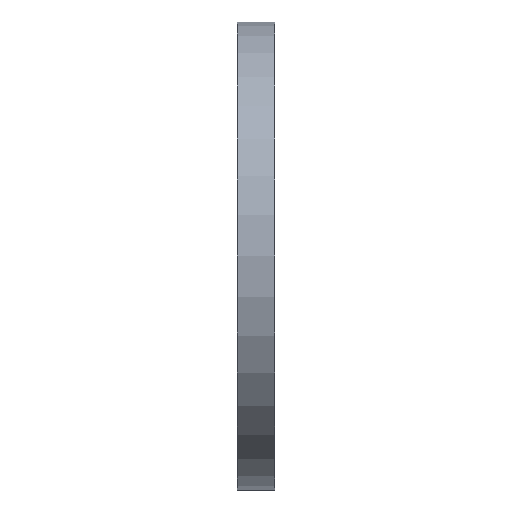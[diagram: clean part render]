
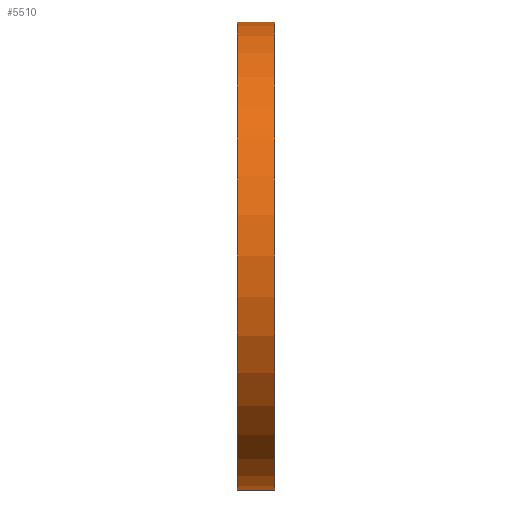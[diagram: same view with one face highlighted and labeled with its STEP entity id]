
A CAD part, left-side view. The second image highlights one B-rep face of the part: STEP entity #5510.
In plain terms, the highlighted cylindrical face has radius 25 mm (diameter 50 mm), a partial arc.
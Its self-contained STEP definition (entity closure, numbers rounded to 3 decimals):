
#87 = EDGE_CURVE ( 'NONE', #5476, #7390, #9022, .T. ) ;
#614 = CARTESIAN_POINT ( 'NONE',  ( 0., 4., 0. ) ) ;
#1635 = VERTEX_POINT ( 'NONE', #5286 ) ;
#1707 = ORIENTED_EDGE ( 'NONE', *, *, #9254, .F. ) ;
#1822 = CARTESIAN_POINT ( 'NONE',  ( 0., 4., -25. ) ) ;
#2509 = CARTESIAN_POINT ( 'NONE',  ( 0., 4., 25. ) ) ;
#2744 = EDGE_CURVE ( 'NONE', #7390, #11998, #10810, .T. ) ;
#2875 = VECTOR ( 'NONE', #6911, 1000. ) ;
#3023 = DIRECTION ( 'NONE',  ( 0., 0., 1. ) ) ;
#3102 = CARTESIAN_POINT ( 'NONE',  ( 0., 0., 0. ) ) ;
#3588 = DIRECTION ( 'NONE',  ( 0., 0., 1. ) ) ;
#3676 = CYLINDRICAL_SURFACE ( 'NONE', #6826, 25. ) ;
#3946 = ORIENTED_EDGE ( 'NONE', *, *, #87, .T. ) ;
#3979 = DIRECTION ( 'NONE',  ( 0., 0., -1. ) ) ;
#4816 = VECTOR ( 'NONE', #5356, 1000. ) ;
#5286 = CARTESIAN_POINT ( 'NONE',  ( 0., 4., 25. ) ) ;
#5356 = DIRECTION ( 'NONE',  ( 0., -1., 0. ) ) ;
#5434 = LINE ( 'NONE', #2509, #4816 ) ;
#5476 = VERTEX_POINT ( 'NONE', #1822 ) ;
#5510 = ADVANCED_FACE ( 'NONE', ( #7492 ), #3676, .T. ) ;
#5819 = DIRECTION ( 'NONE',  ( 0., -1., 0. ) ) ;
#5924 = CARTESIAN_POINT ( 'NONE',  ( 0., 4., -25. ) ) ;
#6457 = DIRECTION ( 'NONE',  ( 0., 1., 0. ) ) ;
#6812 = CARTESIAN_POINT ( 'NONE',  ( 0., 4., 0. ) ) ;
#6826 = AXIS2_PLACEMENT_3D ( 'NONE', #6812, #5819, #3979 ) ;
#6911 = DIRECTION ( 'NONE',  ( 0., -1., 0. ) ) ;
#7390 = VERTEX_POINT ( 'NONE', #8142 ) ;
#7492 = FACE_OUTER_BOUND ( 'NONE', #7815, .T. ) ;
#7596 = CIRCLE ( 'NONE', #11974, 25. ) ;
#7815 = EDGE_LOOP ( 'NONE', ( #8354, #1707, #3946, #11018 ) ) ;
#8112 = AXIS2_PLACEMENT_3D ( 'NONE', #3102, #10981, #3023 ) ;
#8142 = CARTESIAN_POINT ( 'NONE',  ( 0., 0., -25. ) ) ;
#8354 = ORIENTED_EDGE ( 'NONE', *, *, #12555, .F. ) ;
#9022 = LINE ( 'NONE', #5924, #2875 ) ;
#9254 = EDGE_CURVE ( 'NONE', #5476, #1635, #7596, .T. ) ;
#10810 = CIRCLE ( 'NONE', #8112, 25. ) ;
#10981 = DIRECTION ( 'NONE',  ( 0., 1., 0. ) ) ;
#11018 = ORIENTED_EDGE ( 'NONE', *, *, #2744, .T. ) ;
#11284 = CARTESIAN_POINT ( 'NONE',  ( 0., 0., 25. ) ) ;
#11974 = AXIS2_PLACEMENT_3D ( 'NONE', #614, #6457, #3588 ) ;
#11998 = VERTEX_POINT ( 'NONE', #11284 ) ;
#12555 = EDGE_CURVE ( 'NONE', #1635, #11998, #5434, .T. ) ;
